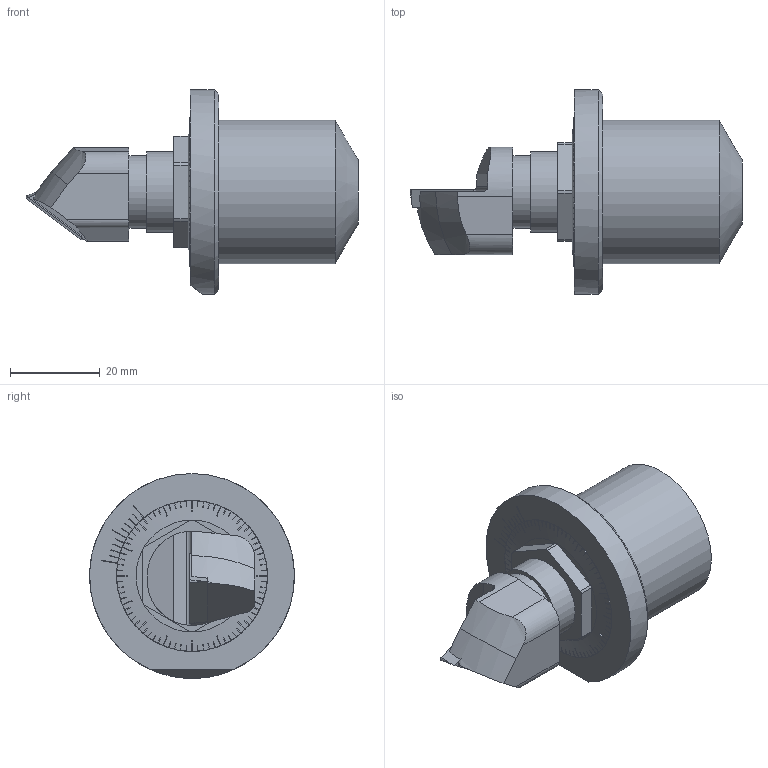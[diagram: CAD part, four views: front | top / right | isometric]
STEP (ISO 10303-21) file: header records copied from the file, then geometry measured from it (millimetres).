
FILE_DESCRIPTION(/* description */ (''),/* implementation_level */ '2;1');
FILE_NAME(/* name */ '1572850511302.stp',/* time_stamp */ '2019-11-04T07:55:19+01:00',/* author */ (''),/* organization */ ('SMS'),/* preprocessor_version */ 'ST-DEVELOPER v16.7',/* originating_system */ 'SIEMENS PLM Software NX 12.0',/* authorisation */ '');
FILE_SCHEMA (('AUTOMOTIVE_DESIGN { 1 0 10303 214 3 1 1 1 }'));
Length unit declared in the file: millimetre
Products named in the file (7): IsoTurningInsert; ASSEMBLY_CONSTRUCTION; 202640561mod000_00; 202643929mod000_00; 202643931mod000_00; 202640563mod000_00; 202643930mod000_00
Assembly tree (6 placements, depth 3):
  202643930mod000_00
    202640563mod000_00
      202640561mod000_00
      ASSEMBLY_CONSTRUCTION
      IsoTurningInsert
    202643931mod000_00
    202643929mod000_00
Bounding box: 74.12 x 45.75 x 45.75 mm (x, y, z)
Volume: 39894.6 mm3; surface area: 13493.8 mm2
Topology: 3 solids, 3 shells, 443 faces, 1288 edges, 865 vertices
Faces by surface type: plane 405, cylinder 26, cone 8, torus 4
Full cylindrical faces by diameter (mm): 4.4 x2, 10 x2, 16.1 x1, 18 x2, 31.992 x1, 33.69 x1, 45.75 x1
Entity records: 15081 total; most frequent: CARTESIAN_POINT 3519, ORIENTED_EDGE 2510, DIRECTION 2165, EDGE_CURVE 1255, VERTEX_POINT 844, LINE 747, VECTOR 747, AXIS2_PLACEMENT_3D 709
